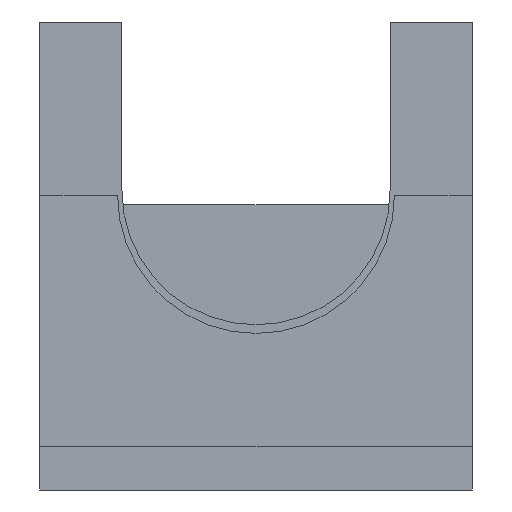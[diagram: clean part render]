
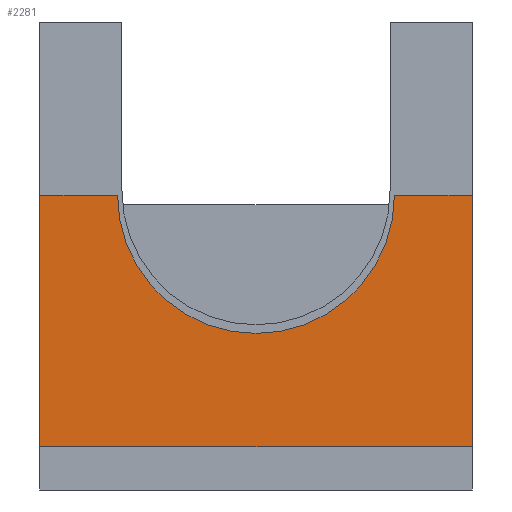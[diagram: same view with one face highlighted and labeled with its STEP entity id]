
A CAD part, left-side view. The second image highlights one B-rep face of the part: STEP entity #2281.
In plain terms, the highlighted planar face has unit normal (-1, 0, 0).
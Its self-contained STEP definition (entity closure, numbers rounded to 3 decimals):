
#72 = PLANE('',#73);
#73 = AXIS2_PLACEMENT_3D('',#74,#75,#76);
#74 = CARTESIAN_POINT('',(-80.712,-21.844,0.));
#75 = DIRECTION('',(-1.,0.,0.));
#76 = DIRECTION('',(0.,1.,0.));
#598 = VERTEX_POINT('',#599);
#599 = CARTESIAN_POINT('',(-80.712,28.156,5.));
#636 = PLANE('',#637);
#637 = AXIS2_PLACEMENT_3D('',#638,#639,#640);
#638 = CARTESIAN_POINT('',(-80.712,28.156,5.));
#639 = DIRECTION('',(0.,1.,0.));
#640 = DIRECTION('',(1.,0.,0.));
#786 = VERTEX_POINT('',#787);
#787 = CARTESIAN_POINT('',(-80.712,-21.844,5.));
#808 = EDGE_CURVE('',#786,#598,#809,.T.);
#809 = SURFACE_CURVE('',#810,(#814,#821),.PCURVE_S1.);
#810 = LINE('',#811,#812);
#811 = CARTESIAN_POINT('',(-80.712,-21.844,5.));
#812 = VECTOR('',#813,1.);
#813 = DIRECTION('',(0.,1.,0.));
#814 = PCURVE('',#72,#815);
#815 = DEFINITIONAL_REPRESENTATION('',(#816),#820);
#816 = LINE('',#817,#818);
#817 = CARTESIAN_POINT('',(0.,-5.));
#818 = VECTOR('',#819,1.);
#819 = DIRECTION('',(1.,0.));
#820 = ( GEOMETRIC_REPRESENTATION_CONTEXT(2) 
PARAMETRIC_REPRESENTATION_CONTEXT() REPRESENTATION_CONTEXT('2D SPACE',''
  ) );
#821 = PCURVE('',#822,#827);
#822 = PLANE('',#823);
#823 = AXIS2_PLACEMENT_3D('',#824,#825,#826);
#824 = CARTESIAN_POINT('',(-80.712,-21.844,5.));
#825 = DIRECTION('',(-1.,0.,0.));
#826 = DIRECTION('',(0.,1.,0.));
#827 = DEFINITIONAL_REPRESENTATION('',(#828),#832);
#828 = LINE('',#829,#830);
#829 = CARTESIAN_POINT('',(0.,0.));
#830 = VECTOR('',#831,1.);
#831 = DIRECTION('',(1.,0.));
#832 = ( GEOMETRIC_REPRESENTATION_CONTEXT(2) 
PARAMETRIC_REPRESENTATION_CONTEXT() REPRESENTATION_CONTEXT('2D SPACE',''
  ) );
#1020 = PLANE('',#1021);
#1021 = AXIS2_PLACEMENT_3D('',#1022,#1023,#1024);
#1022 = CARTESIAN_POINT('',(-70.712,-21.844,5.));
#1023 = DIRECTION('',(0.,-1.,0.));
#1024 = DIRECTION('',(-1.,0.,0.));
#1852 = EDGE_CURVE('',#598,#1853,#1855,.T.);
#1853 = VERTEX_POINT('',#1854);
#1854 = CARTESIAN_POINT('',(-80.712,28.156,34.1));
#1855 = SURFACE_CURVE('',#1856,(#1860,#1867),.PCURVE_S1.);
#1856 = LINE('',#1857,#1858);
#1857 = CARTESIAN_POINT('',(-80.712,28.156,5.));
#1858 = VECTOR('',#1859,1.);
#1859 = DIRECTION('',(0.,0.,1.));
#1860 = PCURVE('',#636,#1861);
#1861 = DEFINITIONAL_REPRESENTATION('',(#1862),#1866);
#1862 = LINE('',#1863,#1864);
#1863 = CARTESIAN_POINT('',(0.,0.));
#1864 = VECTOR('',#1865,1.);
#1865 = DIRECTION('',(0.,-1.));
#1866 = ( GEOMETRIC_REPRESENTATION_CONTEXT(2) 
PARAMETRIC_REPRESENTATION_CONTEXT() REPRESENTATION_CONTEXT('2D SPACE',''
  ) );
#1867 = PCURVE('',#822,#1868);
#1868 = DEFINITIONAL_REPRESENTATION('',(#1869),#1873);
#1869 = LINE('',#1870,#1871);
#1870 = CARTESIAN_POINT('',(50.,0.));
#1871 = VECTOR('',#1872,1.);
#1872 = DIRECTION('',(0.,-1.));
#1873 = ( GEOMETRIC_REPRESENTATION_CONTEXT(2) 
PARAMETRIC_REPRESENTATION_CONTEXT() REPRESENTATION_CONTEXT('2D SPACE',''
  ) );
#1891 = PLANE('',#1892);
#1892 = AXIS2_PLACEMENT_3D('',#1893,#1894,#1895);
#1893 = CARTESIAN_POINT('',(-80.712,28.156,34.1));
#1894 = DIRECTION('',(0.,0.,-1.));
#1895 = DIRECTION('',(0.,-1.,0.));
#2281 = ADVANCED_FACE('',(#2282),#822,.T.);
#2282 = FACE_BOUND('',#2283,.T.);
#2283 = EDGE_LOOP('',(#2284,#2285,#2308,#2336,#2365,#2386));
#2284 = ORIENTED_EDGE('',*,*,#808,.F.);
#2285 = ORIENTED_EDGE('',*,*,#2286,.T.);
#2286 = EDGE_CURVE('',#786,#2287,#2289,.T.);
#2287 = VERTEX_POINT('',#2288);
#2288 = CARTESIAN_POINT('',(-80.712,-21.844,34.1));
#2289 = SURFACE_CURVE('',#2290,(#2294,#2301),.PCURVE_S1.);
#2290 = LINE('',#2291,#2292);
#2291 = CARTESIAN_POINT('',(-80.712,-21.844,5.));
#2292 = VECTOR('',#2293,1.);
#2293 = DIRECTION('',(0.,0.,1.));
#2294 = PCURVE('',#822,#2295);
#2295 = DEFINITIONAL_REPRESENTATION('',(#2296),#2300);
#2296 = LINE('',#2297,#2298);
#2297 = CARTESIAN_POINT('',(0.,0.));
#2298 = VECTOR('',#2299,1.);
#2299 = DIRECTION('',(0.,-1.));
#2300 = ( GEOMETRIC_REPRESENTATION_CONTEXT(2) 
PARAMETRIC_REPRESENTATION_CONTEXT() REPRESENTATION_CONTEXT('2D SPACE',''
  ) );
#2301 = PCURVE('',#1020,#2302);
#2302 = DEFINITIONAL_REPRESENTATION('',(#2303),#2307);
#2303 = LINE('',#2304,#2305);
#2304 = CARTESIAN_POINT('',(10.,0.));
#2305 = VECTOR('',#2306,1.);
#2306 = DIRECTION('',(0.,-1.));
#2307 = ( GEOMETRIC_REPRESENTATION_CONTEXT(2) 
PARAMETRIC_REPRESENTATION_CONTEXT() REPRESENTATION_CONTEXT('2D SPACE',''
  ) );
#2308 = ORIENTED_EDGE('',*,*,#2309,.F.);
#2309 = EDGE_CURVE('',#2310,#2287,#2312,.T.);
#2310 = VERTEX_POINT('',#2311);
#2311 = CARTESIAN_POINT('',(-80.712,-12.844,34.1));
#2312 = SURFACE_CURVE('',#2313,(#2317,#2324),.PCURVE_S1.);
#2313 = LINE('',#2314,#2315);
#2314 = CARTESIAN_POINT('',(-80.712,-12.844,34.1));
#2315 = VECTOR('',#2316,1.);
#2316 = DIRECTION('',(0.,-1.,0.));
#2317 = PCURVE('',#822,#2318);
#2318 = DEFINITIONAL_REPRESENTATION('',(#2319),#2323);
#2319 = LINE('',#2320,#2321);
#2320 = CARTESIAN_POINT('',(9.,-29.1));
#2321 = VECTOR('',#2322,1.);
#2322 = DIRECTION('',(-1.,0.));
#2323 = ( GEOMETRIC_REPRESENTATION_CONTEXT(2) 
PARAMETRIC_REPRESENTATION_CONTEXT() REPRESENTATION_CONTEXT('2D SPACE',''
  ) );
#2324 = PCURVE('',#2325,#2330);
#2325 = PLANE('',#2326);
#2326 = AXIS2_PLACEMENT_3D('',#2327,#2328,#2329);
#2327 = CARTESIAN_POINT('',(-80.712,-12.844,34.1));
#2328 = DIRECTION('',(0.,0.,-1.));
#2329 = DIRECTION('',(0.,-1.,0.));
#2330 = DEFINITIONAL_REPRESENTATION('',(#2331),#2335);
#2331 = LINE('',#2332,#2333);
#2332 = CARTESIAN_POINT('',(0.,0.));
#2333 = VECTOR('',#2334,1.);
#2334 = DIRECTION('',(1.,0.));
#2335 = ( GEOMETRIC_REPRESENTATION_CONTEXT(2) 
PARAMETRIC_REPRESENTATION_CONTEXT() REPRESENTATION_CONTEXT('2D SPACE',''
  ) );
#2336 = ORIENTED_EDGE('',*,*,#2337,.F.);
#2337 = EDGE_CURVE('',#2338,#2310,#2340,.T.);
#2338 = VERTEX_POINT('',#2339);
#2339 = CARTESIAN_POINT('',(-80.712,19.156,34.1));
#2340 = SURFACE_CURVE('',#2341,(#2346,#2353),.PCURVE_S1.);
#2341 = CIRCLE('',#2342,16.);
#2342 = AXIS2_PLACEMENT_3D('',#2343,#2344,#2345);
#2343 = CARTESIAN_POINT('',(-80.712,3.156,34.1));
#2344 = DIRECTION('',(-1.,0.,0.));
#2345 = DIRECTION('',(0.,-1.,0.));
#2346 = PCURVE('',#822,#2347);
#2347 = DEFINITIONAL_REPRESENTATION('',(#2348),#2352);
#2348 = CIRCLE('',#2349,16.);
#2349 = AXIS2_PLACEMENT_2D('',#2350,#2351);
#2350 = CARTESIAN_POINT('',(25.,-29.1));
#2351 = DIRECTION('',(-1.,0.));
#2352 = ( GEOMETRIC_REPRESENTATION_CONTEXT(2) 
PARAMETRIC_REPRESENTATION_CONTEXT() REPRESENTATION_CONTEXT('2D SPACE',''
  ) );
#2353 = PCURVE('',#2354,#2359);
#2354 = CYLINDRICAL_SURFACE('',#2355,16.);
#2355 = AXIS2_PLACEMENT_3D('',#2356,#2357,#2358);
#2356 = CARTESIAN_POINT('',(-80.712,3.156,34.1));
#2357 = DIRECTION('',(-1.,0.,0.));
#2358 = DIRECTION('',(0.,-1.,0.));
#2359 = DEFINITIONAL_REPRESENTATION('',(#2360),#2364);
#2360 = LINE('',#2361,#2362);
#2361 = CARTESIAN_POINT('',(0.,0.));
#2362 = VECTOR('',#2363,1.);
#2363 = DIRECTION('',(1.,0.));
#2364 = ( GEOMETRIC_REPRESENTATION_CONTEXT(2) 
PARAMETRIC_REPRESENTATION_CONTEXT() REPRESENTATION_CONTEXT('2D SPACE',''
  ) );
#2365 = ORIENTED_EDGE('',*,*,#2366,.F.);
#2366 = EDGE_CURVE('',#1853,#2338,#2367,.T.);
#2367 = SURFACE_CURVE('',#2368,(#2372,#2379),.PCURVE_S1.);
#2368 = LINE('',#2369,#2370);
#2369 = CARTESIAN_POINT('',(-80.712,28.156,34.1));
#2370 = VECTOR('',#2371,1.);
#2371 = DIRECTION('',(0.,-1.,0.));
#2372 = PCURVE('',#822,#2373);
#2373 = DEFINITIONAL_REPRESENTATION('',(#2374),#2378);
#2374 = LINE('',#2375,#2376);
#2375 = CARTESIAN_POINT('',(50.,-29.1));
#2376 = VECTOR('',#2377,1.);
#2377 = DIRECTION('',(-1.,0.));
#2378 = ( GEOMETRIC_REPRESENTATION_CONTEXT(2) 
PARAMETRIC_REPRESENTATION_CONTEXT() REPRESENTATION_CONTEXT('2D SPACE',''
  ) );
#2379 = PCURVE('',#1891,#2380);
#2380 = DEFINITIONAL_REPRESENTATION('',(#2381),#2385);
#2381 = LINE('',#2382,#2383);
#2382 = CARTESIAN_POINT('',(0.,0.));
#2383 = VECTOR('',#2384,1.);
#2384 = DIRECTION('',(1.,0.));
#2385 = ( GEOMETRIC_REPRESENTATION_CONTEXT(2) 
PARAMETRIC_REPRESENTATION_CONTEXT() REPRESENTATION_CONTEXT('2D SPACE',''
  ) );
#2386 = ORIENTED_EDGE('',*,*,#1852,.F.);
